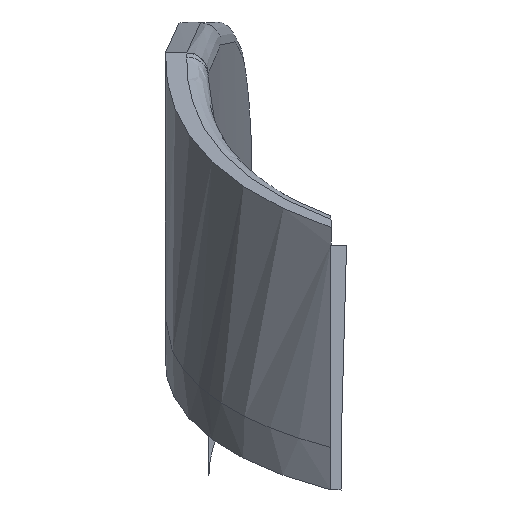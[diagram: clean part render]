
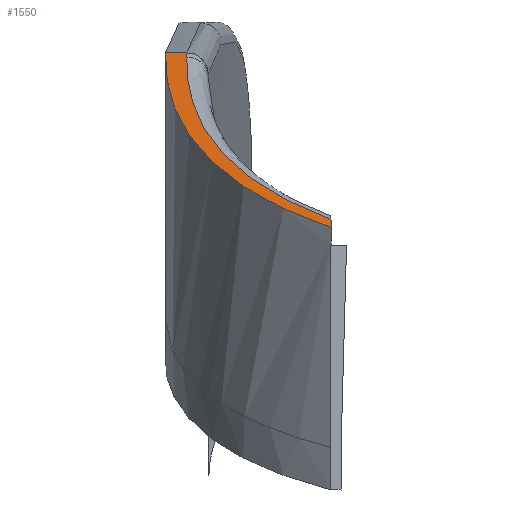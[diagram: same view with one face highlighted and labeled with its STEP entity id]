
A CAD part, front view. The second image highlights one B-rep face of the part: STEP entity #1550.
In plain terms, the highlighted planar face has unit normal (0, -0.424, 0.906).
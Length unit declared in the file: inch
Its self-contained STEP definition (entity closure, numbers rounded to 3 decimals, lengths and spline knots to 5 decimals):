
#6 = ORIENTED_EDGE ( 'NONE', *, *, #1506, .F. ) ;
#20 = ORIENTED_EDGE ( 'NONE', *, *, #1497, .T. ) ;
#79 = CARTESIAN_POINT ( 'NONE',  ( -1.85903, -4.0266, 5.75409 ) ) ;
#92 = CARTESIAN_POINT ( 'NONE',  ( -1.85881, -4.0266, 5.75409 ) ) ;
#190 = DIRECTION ( 'NONE',  ( 1., 0., 0. ) ) ;
#191 = CARTESIAN_POINT ( 'NONE',  ( -1.85911, -4.06681, 5.73527 ) ) ;
#216 = CARTESIAN_POINT ( 'NONE',  ( -1.86023, -4.14212, 5.70001 ) ) ;
#236 = CARTESIAN_POINT ( 'NONE',  ( -1.8588, -4.21752, 5.66471 ) ) ;
#237 = CARTESIAN_POINT ( 'NONE',  ( -1.85006, -4.36739, 5.59454 ) ) ;
#242 = CARTESIAN_POINT ( 'NONE',  ( -1.84276, -4.44196, 5.55962 ) ) ;
#243 = CARTESIAN_POINT ( 'NONE',  ( -1.82135, -4.59024, 5.4902 ) ) ;
#245 = CARTESIAN_POINT ( 'NONE',  ( -1.80724, -4.66396, 5.45568 ) ) ;
#247 = CARTESIAN_POINT ( 'NONE',  ( -1.78002, -4.77378, 5.40426 ) ) ;
#248 = CARTESIAN_POINT ( 'NONE',  ( -1.76994, -4.81026, 5.38718 ) ) ;
#250 = CARTESIAN_POINT ( 'NONE',  ( -1.74757, -4.88295, 5.35315 ) ) ;
#251 = CARTESIAN_POINT ( 'NONE',  ( -1.73531, -4.91903, 5.33626 ) ) ;
#252 = CARTESIAN_POINT ( 'NONE',  ( -1.95916, -4.0266, 5.75409 ) ) ;
#253 = CARTESIAN_POINT ( 'NONE',  ( -1.66875, -5.0968, 5.25302 ) ) ;
#254 = CARTESIAN_POINT ( 'NONE',  ( -1.96141, -4.19082, 5.67721 ) ) ;
#255 = CARTESIAN_POINT ( 'NONE',  ( -1.59845, -5.23177, 5.18983 ) ) ;
#256 = CARTESIAN_POINT ( 'NONE',  ( -1.95206, -4.35389, 5.60086 ) ) ;
#257 = CARTESIAN_POINT ( 'NONE',  ( -1.48466, -5.38947, 5.116 ) ) ;
#258 = CARTESIAN_POINT ( 'NONE',  ( -1.91435, -4.59616, 5.48742 ) ) ;
#259 = CARTESIAN_POINT ( 'NONE',  ( -1.46054, -5.42051, 5.10146 ) ) ;
#260 = CARTESIAN_POINT ( 'NONE',  ( -1.8978, -4.67653, 5.4498 ) ) ;
#261 = CARTESIAN_POINT ( 'NONE',  ( -1.41027, -5.48065, 5.07331 ) ) ;
#262 = CARTESIAN_POINT ( 'NONE',  ( -1.86583, -4.79638, 5.39368 ) ) ;
#263 = CARTESIAN_POINT ( 'NONE',  ( -1.38405, -5.50984, 5.05964 ) ) ;
#264 = CARTESIAN_POINT ( 'NONE',  ( -1.85398, -4.83616, 5.37506 ) ) ;
#265 = CARTESIAN_POINT ( 'NONE',  ( -1.30221, -5.59481, 5.01986 ) ) ;
#266 = CARTESIAN_POINT ( 'NONE',  ( -1.82798, -4.91464, 5.33831 ) ) ;
#267 = CARTESIAN_POINT ( 'NONE',  ( -1.85858, -4.02661, 5.75409 ) ) ;
#268 = CARTESIAN_POINT ( 'NONE',  ( -1.96783, -4.0266, 5.75409 ) ) ;
#269 = CARTESIAN_POINT ( 'NONE',  ( -1.81379, -4.95343, 5.32015 ) ) ;
#270 = CARTESIAN_POINT ( 'NONE',  ( -1.85836, -4.02661, 5.75409 ) ) ;
#271 = CARTESIAN_POINT ( 'NONE',  ( -1.76749, -5.06839, 5.26633 ) ) ;
#273 = CARTESIAN_POINT ( 'NONE',  ( -1.73165, -5.14315, 5.23132 ) ) ;
#275 = CARTESIAN_POINT ( 'NONE',  ( -1.66953, -5.25214, 5.1803 ) ) ;
#277 = CARTESIAN_POINT ( 'NONE',  ( -1.64743, -5.28794, 5.16354 ) ) ;
#279 = CARTESIAN_POINT ( 'NONE',  ( -1.61207, -5.3408, 5.13878 ) ) ;
#281 = CARTESIAN_POINT ( 'NONE',  ( -1.59992, -5.35826, 5.13061 ) ) ;
#283 = CARTESIAN_POINT ( 'NONE',  ( -1.57507, -5.39263, 5.11452 ) ) ;
#285 = CARTESIAN_POINT ( 'NONE',  ( -1.56234, -5.40957, 5.10659 ) ) ;
#287 = CARTESIAN_POINT ( 'NONE',  ( -1.44508, -5.55989, 5.03621 ) ) ;
#298 = CARTESIAN_POINT ( 'NONE',  ( -1.32162, -5.67809, 4.98087 ) ) ;
#299 = CARTESIAN_POINT ( 'NONE',  ( -1.17962, -5.78142, 4.93249 ) ) ;
#684 = CARTESIAN_POINT ( 'NONE',  ( -1.24338, -5.64798, 4.99496 ) ) ;
#688 = CARTESIAN_POINT ( 'NONE',  ( -1.18039, -5.69776, 4.97166 ) ) ;
#794 = CARTESIAN_POINT ( 'NONE',  ( -1.18016, -5.72565, 4.9586 ) ) ;
#808 = CARTESIAN_POINT ( 'NONE',  ( -1.85911, -4.06651, 5.73541 ) ) ;
#827 = CARTESIAN_POINT ( 'NONE',  ( -1.1799, -5.75354, 4.94554 ) ) ;
#830 = CARTESIAN_POINT ( 'NONE',  ( -1.85861, -4.03991, 5.74786 ) ) ;
#832 = CARTESIAN_POINT ( 'NONE',  ( -1.85836, -4.02661, 5.75409 ) ) ;
#888 = CARTESIAN_POINT ( 'NONE',  ( -1.85911, -4.06661, 5.73536 ) ) ;
#903 = CARTESIAN_POINT ( 'NONE',  ( -1.85911, -4.06681, 5.73527 ) ) ;
#915 = CARTESIAN_POINT ( 'NONE',  ( -1.17962, -5.78142, 4.93249 ) ) ;
#932 = CARTESIAN_POINT ( 'NONE',  ( -1.85886, -4.05321, 5.74164 ) ) ;
#934 = CARTESIAN_POINT ( 'NONE',  ( -1.18039, -5.69776, 4.97166 ) ) ;
#941 = CARTESIAN_POINT ( 'NONE',  ( -1.85911, -4.06671, 5.73532 ) ) ;
#1060 = DIRECTION ( 'NONE',  ( 0., -0.906, -0.424 ) ) ;
#1062 = DIRECTION ( 'NONE',  ( 0., -0.424, 0.906 ) ) ;
#1069 = CARTESIAN_POINT ( 'NONE',  ( -1.96783, -5.78142, 4.93249 ) ) ;
#1071 = PLANE ( 'NONE',  #2847 ) ;
#1278 = EDGE_LOOP ( 'NONE', ( #2962, #2887, #2907, #2908, #6, #20 ) ) ;
#1332 = B_SPLINE_CURVE_WITH_KNOTS ( 'NONE', 3,
 ( #934, #794, #827, #915 ),
 .UNSPECIFIED., .F., .F.,
 ( 4, 4 ),
 ( 0.00598, 0.00833 ),
 .UNSPECIFIED. ) ;
#1335 = B_SPLINE_CURVE_WITH_KNOTS ( 'NONE', 3,
 ( #903, #941, #888, #808, #932, #830, #832 ),
 .UNSPECIFIED., .F., .F.,
 ( 4, 3, 4 ),
 ( 0., 0.00001, 0.00113 ),
 .UNSPECIFIED. ) ;
#1347 = B_SPLINE_CURVE_WITH_KNOTS ( 'NONE', 3,
 ( #299, #298, #287, #285, #283, #281, #279, #277, #275, #273, #271, #269, #266, #264, #262, #260, #258, #256, #254, #252 ),
 .UNSPECIFIED., .F., .F.,
 ( 4, 2, 2, 2, 2, 2, 2, 2, 2, 4 ),
 ( 0., 0.01368, 0.01539, 0.0171, 0.02052, 0.02736, 0.03078, 0.03421, 0.04105, 0.05473 ),
 .UNSPECIFIED. ) ;
#1365 = B_SPLINE_CURVE_WITH_KNOTS ( 'NONE', 3,
 ( #688, #684, #265, #263, #261, #259, #257, #255, #253, #251, #250, #248, #247, #245, #243, #242, #237, #236, #216, #191 ),
 .UNSPECIFIED., .F., .F.,
 ( 4, 2, 2, 2, 2, 2, 2, 2, 2, 4 ),
 ( 0., 0.00632, 0.00949, 0.01265, 0.0253, 0.02846, 0.03162, 0.03794, 0.04427, 0.05059 ),
 .UNSPECIFIED. ) ;
#1366 = B_SPLINE_CURVE_WITH_KNOTS ( 'NONE', 3,
 ( #270, #267, #92, #79 ),
 .UNSPECIFIED., .F., .F.,
 ( 4, 4 ),
 ( 0., 0.00002 ),
 .UNSPECIFIED. ) ;
#1375 = VERTEX_POINT ( 'NONE', #2371 ) ;
#1377 = VERTEX_POINT ( 'NONE', #2336 ) ;
#1378 = VERTEX_POINT ( 'NONE', #2334 ) ;
#1381 = VERTEX_POINT ( 'NONE', #2338 ) ;
#1388 = VERTEX_POINT ( 'NONE', #2329 ) ;
#1469 = EDGE_CURVE ( 'NONE', #2245, #1388, #1347, .T. ) ;
#1497 = EDGE_CURVE ( 'NONE', #1381, #1378, #1365, .T. ) ;
#1498 = EDGE_CURVE ( 'NONE', #1388, #1375, #3019, .T. ) ;
#1499 = EDGE_CURVE ( 'NONE', #1377, #1375, #1366, .T. ) ;
#1503 = EDGE_CURVE ( 'NONE', #1378, #1377, #1335, .T. ) ;
#1506 = EDGE_CURVE ( 'NONE', #1381, #2245, #1332, .T. ) ;
#1550 = ADVANCED_FACE ( 'NONE', ( #3074 ), #1071, .T. ) ;
#2129 = CARTESIAN_POINT ( 'NONE',  ( -1.17962, -5.78142, 4.93249 ) ) ;
#2245 = VERTEX_POINT ( 'NONE', #2129 ) ;
#2329 = CARTESIAN_POINT ( 'NONE',  ( -1.95916, -4.0266, 5.75409 ) ) ;
#2334 = CARTESIAN_POINT ( 'NONE',  ( -1.85911, -4.06681, 5.73527 ) ) ;
#2336 = CARTESIAN_POINT ( 'NONE',  ( -1.85836, -4.02661, 5.75409 ) ) ;
#2338 = CARTESIAN_POINT ( 'NONE',  ( -1.18039, -5.69776, 4.97166 ) ) ;
#2371 = CARTESIAN_POINT ( 'NONE',  ( -1.85903, -4.0266, 5.75409 ) ) ;
#2847 = AXIS2_PLACEMENT_3D ( 'NONE', #1069, #1062, #1060 ) ;
#2887 = ORIENTED_EDGE ( 'NONE', *, *, #1499, .T. ) ;
#2907 = ORIENTED_EDGE ( 'NONE', *, *, #1498, .F. ) ;
#2908 = ORIENTED_EDGE ( 'NONE', *, *, #1469, .F. ) ;
#2962 = ORIENTED_EDGE ( 'NONE', *, *, #1503, .T. ) ;
#3019 = LINE ( 'NONE', #268, #3020 ) ;
#3020 = VECTOR ( 'NONE', #190, 39.37008 ) ;
#3074 = FACE_OUTER_BOUND ( 'NONE', #1278, .T. ) ;
